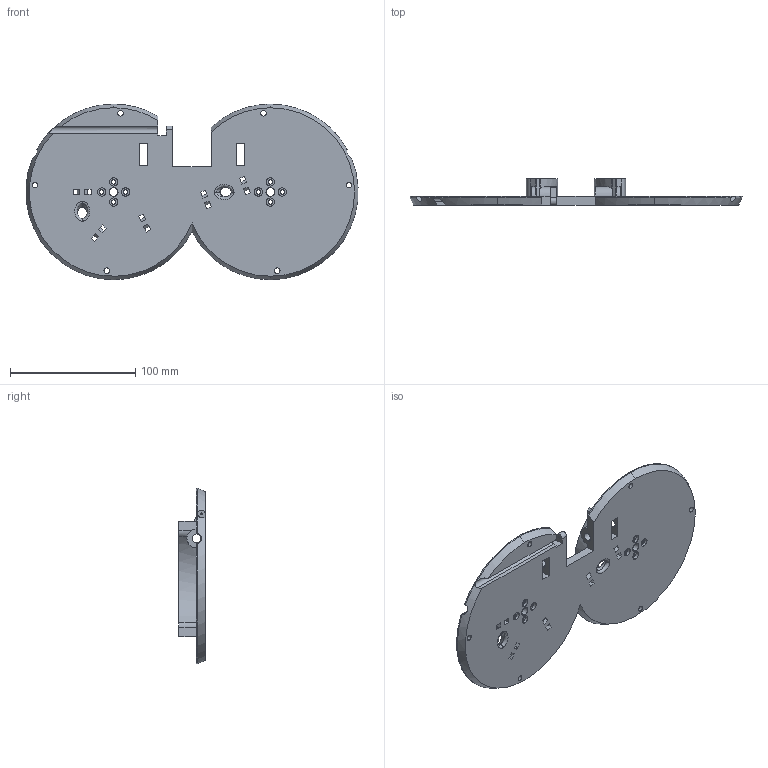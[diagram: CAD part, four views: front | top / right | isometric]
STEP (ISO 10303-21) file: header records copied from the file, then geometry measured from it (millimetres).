
FILE_DESCRIPTION (( 'STEP AP203' ), '1' );
FILE_NAME ('Motor Mount REV 0.STEP', '2023-02-26T21:54:43', ( '' ), ( '' ), 'SwSTEP 2.0', 'SolidWorks 2020', '' );
FILE_SCHEMA (( 'CONFIG_CONTROL_DESIGN' ));
Length unit declared in the file: millimetre
Products named in the file (1): Motor Mount REV 0
Bounding box: 264.79 x 21 x 140 mm (x, y, z)
Volume: 196367.1 mm3; surface area: 73601 mm2
Topology: 1 solids, 1 shells, 220 faces, 625 edges, 413 vertices
Faces by surface type: plane 104, cylinder 102, bspline 8, cone 6
Entity records: 8220 total; most frequent: CARTESIAN_POINT 2224, ORIENTED_EDGE 1250, DIRECTION 1213, EDGE_CURVE 625, AXIS2_PLACEMENT_3D 420, VERTEX_POINT 413, VECTOR 373, LINE 373
